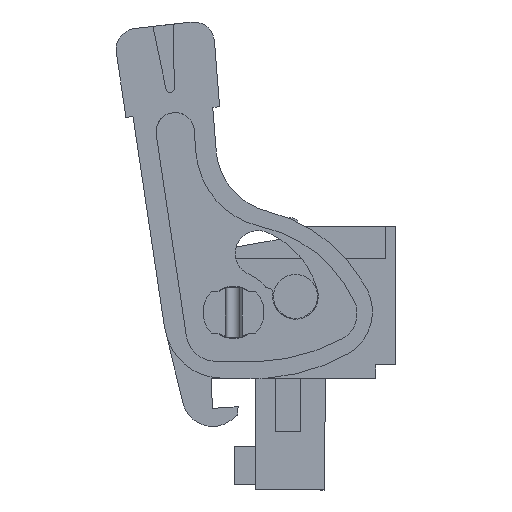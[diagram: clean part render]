
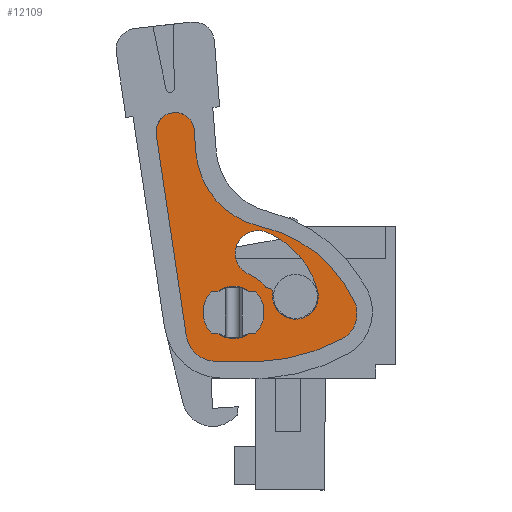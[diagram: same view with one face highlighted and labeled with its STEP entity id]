
A CAD part, left-side view. The second image highlights one B-rep face of the part: STEP entity #12109.
In plain terms, the highlighted planar face has unit normal (-1, 0, 0).
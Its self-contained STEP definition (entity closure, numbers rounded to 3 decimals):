
#10949=AXIS2_PLACEMENT_3D('Plane Axis2P3D',#10946,#10947,#10948) ;
#11481=AXIS2_PLACEMENT_3D('Circle Axis2P3D',#11479,#11480,$) ;
#11620=AXIS2_PLACEMENT_3D('Circle Axis2P3D',#11618,#11619,$) ;
#11645=AXIS2_PLACEMENT_3D('Circle Axis2P3D',#11643,#11644,$) ;
#11670=AXIS2_PLACEMENT_3D('Circle Axis2P3D',#11668,#11669,$) ;
#11695=AXIS2_PLACEMENT_3D('Circle Axis2P3D',#11693,#11694,$) ;
#12027=AXIS2_PLACEMENT_3D('Circle Axis2P3D',#12025,#12026,$) ;
#12036=AXIS2_PLACEMENT_3D('Circle Axis2P3D',#12034,#12035,$) ;
#12043=AXIS2_PLACEMENT_3D('Circle Axis2P3D',#12041,#12042,$) ;
#12050=AXIS2_PLACEMENT_3D('Circle Axis2P3D',#12048,#12049,$) ;
#12057=AXIS2_PLACEMENT_3D('Circle Axis2P3D',#12055,#12056,$) ;
#12064=AXIS2_PLACEMENT_3D('Circle Axis2P3D',#12062,#12063,$) ;
#12071=AXIS2_PLACEMENT_3D('Circle Axis2P3D',#12069,#12070,$) ;
#12078=AXIS2_PLACEMENT_3D('Circle Axis2P3D',#12076,#12077,$) ;
#12093=AXIS2_PLACEMENT_3D('Circle Axis2P3D',#12091,#12092,$) ;
#12102=AXIS2_PLACEMENT_3D('Circle Axis2P3D',#12100,#12101,$) ;
#10946=CARTESIAN_POINT('Axis2P3D Location',(1.1,1.4,0.)) ;
#11479=CARTESIAN_POINT('Axis2P3D Location',(1.1,10.645,9.383)) ;
#11483=CARTESIAN_POINT('Vertex',(1.1,10.665,7.61)) ;
#11485=CARTESIAN_POINT('Vertex',(1.1,12.398,9.121)) ;
#11511=CARTESIAN_POINT('Line Origine',(1.1,13.287,15.072)) ;
#11515=CARTESIAN_POINT('Vertex',(1.1,14.176,21.023)) ;
#11537=CARTESIAN_POINT('Control Point',(1.1,14.176,21.023)) ;
#11538=CARTESIAN_POINT('Control Point',(1.1,14.229,21.374)) ;
#11539=CARTESIAN_POINT('Control Point',(1.1,14.144,21.746)) ;
#11540=CARTESIAN_POINT('Control Point',(1.1,13.907,22.065)) ;
#11541=CARTESIAN_POINT('Control Point',(1.1,13.246,22.446)) ;
#11542=CARTESIAN_POINT('Control Point',(1.1,12.502,22.275)) ;
#11543=CARTESIAN_POINT('Control Point',(1.1,12.183,22.039)) ;
#11544=CARTESIAN_POINT('Control Point',(1.1,11.992,21.709)) ;
#11545=CARTESIAN_POINT('Control Point',(1.1,11.94,21.357)) ;
#11546=CARTESIAN_POINT('Vertex',(1.1,11.94,21.357)) ;
#11568=CARTESIAN_POINT('Control Point',(1.1,11.94,21.357)) ;
#11569=CARTESIAN_POINT('Control Point',(1.1,11.936,21.331)) ;
#11570=CARTESIAN_POINT('Control Point',(1.1,11.933,21.305)) ;
#11571=CARTESIAN_POINT('Control Point',(1.1,11.931,21.279)) ;
#11572=CARTESIAN_POINT('Vertex',(1.1,11.931,21.279)) ;
#11593=CARTESIAN_POINT('Line Origine',(1.1,11.879,20.618)) ;
#11597=CARTESIAN_POINT('Vertex',(1.1,11.827,19.957)) ;
#11618=CARTESIAN_POINT('Axis2P3D Location',(1.1,6.976,20.339)) ;
#11622=CARTESIAN_POINT('Vertex',(1.1,8.015,15.585)) ;
#11643=CARTESIAN_POINT('Axis2P3D Location',(1.1,9.73,7.737)) ;
#11647=CARTESIAN_POINT('Vertex',(1.1,2.462,11.157)) ;
#11668=CARTESIAN_POINT('Axis2P3D Location',(1.1,4.004,10.431)) ;
#11672=CARTESIAN_POINT('Vertex',(1.1,3.202,8.927)) ;
#11693=CARTESIAN_POINT('Axis2P3D Location',(1.1,8.615,19.073)) ;
#11697=CARTESIAN_POINT('Vertex',(1.1,8.181,7.582)) ;
#11718=CARTESIAN_POINT('Line Origine',(1.1,9.423,7.596)) ;
#12025=CARTESIAN_POINT('Axis2P3D Location',(1.1,7.517,12.189)) ;
#12029=CARTESIAN_POINT('Vertex',(1.1,7.517,11.939)) ;
#12031=CARTESIAN_POINT('Vertex',(1.1,7.711,12.031)) ;
#12034=CARTESIAN_POINT('Axis2P3D Location',(1.1,9.6,10.5)) ;
#12038=CARTESIAN_POINT('Vertex',(1.1,8.672,12.747)) ;
#12041=CARTESIAN_POINT('Axis2P3D Location',(1.1,8.156,13.995)) ;
#12045=CARTESIAN_POINT('Vertex',(1.1,7.641,15.242)) ;
#12048=CARTESIAN_POINT('Axis2P3D Location',(1.1,9.6,10.5)) ;
#12052=CARTESIAN_POINT('Vertex',(1.1,4.633,11.789)) ;
#12055=CARTESIAN_POINT('Axis2P3D Location',(1.1,5.94,11.45)) ;
#12059=CARTESIAN_POINT('Vertex',(1.1,7.247,11.111)) ;
#12062=CARTESIAN_POINT('Axis2P3D Location',(1.1,5.94,11.45)) ;
#12066=CARTESIAN_POINT('Vertex',(1.1,7.286,11.555)) ;
#12069=CARTESIAN_POINT('Axis2P3D Location',(1.1,6.887,11.524)) ;
#12073=CARTESIAN_POINT('Vertex',(1.1,7.274,11.625)) ;
#12076=CARTESIAN_POINT('Axis2P3D Location',(1.1,7.516,11.689)) ;
#12091=CARTESIAN_POINT('Axis2P3D Location',(1.1,9.6,10.5)) ;
#12095=CARTESIAN_POINT('Vertex',(1.1,9.6,8.95)) ;
#12097=CARTESIAN_POINT('Vertex',(1.1,9.6,12.05)) ;
#12100=CARTESIAN_POINT('Axis2P3D Location',(1.1,9.6,10.5)) ;
#10947=DIRECTION('Axis2P3D Direction',(1.,0.,0.)) ;
#10948=DIRECTION('Axis2P3D XDirection',(0.,1.,0.)) ;
#11480=DIRECTION('Axis2P3D Direction',(1.,0.,0.)) ;
#11512=DIRECTION('Vector Direction',(0.,0.148,0.989)) ;
#11594=DIRECTION('Vector Direction',(0.,-0.078,-0.997)) ;
#11619=DIRECTION('Axis2P3D Direction',(1.,0.,0.)) ;
#11644=DIRECTION('Axis2P3D Direction',(1.,0.,0.)) ;
#11669=DIRECTION('Axis2P3D Direction',(1.,0.,0.)) ;
#11694=DIRECTION('Axis2P3D Direction',(1.,0.,0.)) ;
#11719=DIRECTION('Vector Direction',(0.,1.,0.011)) ;
#12026=DIRECTION('Axis2P3D Direction',(1.,0.,0.)) ;
#12035=DIRECTION('Axis2P3D Direction',(1.,0.,0.)) ;
#12042=DIRECTION('Axis2P3D Direction',(1.,0.,0.)) ;
#12049=DIRECTION('Axis2P3D Direction',(1.,0.,0.)) ;
#12056=DIRECTION('Axis2P3D Direction',(1.,0.,0.)) ;
#12063=DIRECTION('Axis2P3D Direction',(1.,0.,0.)) ;
#12070=DIRECTION('Axis2P3D Direction',(1.,0.,0.)) ;
#12077=DIRECTION('Axis2P3D Direction',(1.,0.,0.)) ;
#12092=DIRECTION('Axis2P3D Direction',(1.,0.,0.)) ;
#12101=DIRECTION('Axis2P3D Direction',(1.,0.,0.)) ;
#11513=VECTOR('Line Direction',#11512,1.) ;
#11595=VECTOR('Line Direction',#11594,1.) ;
#11720=VECTOR('Line Direction',#11719,1.) ;
#12014=ORIENTED_EDGE('',*,*,#11487,.F.) ;
#12015=ORIENTED_EDGE('',*,*,#11722,.F.) ;
#12016=ORIENTED_EDGE('',*,*,#11699,.F.) ;
#12017=ORIENTED_EDGE('',*,*,#11674,.F.) ;
#12018=ORIENTED_EDGE('',*,*,#11649,.F.) ;
#12019=ORIENTED_EDGE('',*,*,#11624,.F.) ;
#12020=ORIENTED_EDGE('',*,*,#11599,.F.) ;
#12021=ORIENTED_EDGE('',*,*,#11574,.F.) ;
#12022=ORIENTED_EDGE('',*,*,#11548,.F.) ;
#12023=ORIENTED_EDGE('',*,*,#11517,.F.) ;
#12082=ORIENTED_EDGE('',*,*,#12033,.T.) ;
#12083=ORIENTED_EDGE('',*,*,#12040,.F.) ;
#12084=ORIENTED_EDGE('',*,*,#12047,.T.) ;
#12085=ORIENTED_EDGE('',*,*,#12054,.T.) ;
#12086=ORIENTED_EDGE('',*,*,#12061,.T.) ;
#12087=ORIENTED_EDGE('',*,*,#12068,.T.) ;
#12088=ORIENTED_EDGE('',*,*,#12075,.T.) ;
#12089=ORIENTED_EDGE('',*,*,#12080,.F.) ;
#12106=ORIENTED_EDGE('',*,*,#12099,.T.) ;
#12107=ORIENTED_EDGE('',*,*,#12104,.T.) ;
#12090=FACE_BOUND('',#12081,.T.) ;
#12108=FACE_BOUND('',#12105,.T.) ;
#12109=ADVANCED_FACE('lock.1',(#12024,#12090,#12108),#10950,.F.) ;
#11536=B_SPLINE_CURVE_WITH_KNOTS('',5,(#11537,#11538,#11539,#11540,#11541,#11542,#11543,#11544,#11545),.UNSPECIFIED.,.F.,.U.,(6,3,6),(-1.776,0.,1.776),.UNSPECIFIED.) ;
#11567=B_SPLINE_CURVE_WITH_KNOTS('',3,(#11568,#11569,#11570,#11571),.UNSPECIFIED.,.F.,.U.,(4,4),(-0.039,0.039),.UNSPECIFIED.) ;
#11482=CIRCLE('generated circle',#11481,1.773) ;
#11621=CIRCLE('generated circle',#11620,4.866) ;
#11646=CIRCLE('generated circle',#11645,8.033) ;
#11671=CIRCLE('generated circle',#11670,1.705) ;
#11696=CIRCLE('generated circle',#11695,11.5) ;
#12028=CIRCLE('generated circle',#12027,0.25) ;
#12037=CIRCLE('generated circle',#12036,2.431) ;
#12044=CIRCLE('generated circle',#12043,1.35) ;
#12051=CIRCLE('generated circle',#12050,5.131) ;
#12058=CIRCLE('generated circle',#12057,1.35) ;
#12065=CIRCLE('generated circle',#12064,1.35) ;
#12072=CIRCLE('generated circle',#12071,0.4) ;
#12079=CIRCLE('generated circle',#12078,0.25) ;
#12094=CIRCLE('generated circle',#12093,1.55) ;
#12103=CIRCLE('generated circle',#12102,1.55) ;
#11487=EDGE_CURVE('',#11484,#11486,#11482,.T.) ;
#11517=EDGE_CURVE('',#11486,#11516,#11514,.T.) ;
#11548=EDGE_CURVE('',#11516,#11547,#11536,.T.) ;
#11574=EDGE_CURVE('',#11547,#11573,#11567,.T.) ;
#11599=EDGE_CURVE('',#11573,#11598,#11596,.T.) ;
#11624=EDGE_CURVE('',#11598,#11623,#11621,.F.) ;
#11649=EDGE_CURVE('',#11623,#11648,#11646,.T.) ;
#11674=EDGE_CURVE('',#11648,#11673,#11671,.T.) ;
#11699=EDGE_CURVE('',#11673,#11698,#11696,.T.) ;
#11722=EDGE_CURVE('',#11698,#11484,#11721,.T.) ;
#12033=EDGE_CURVE('',#12030,#12032,#12028,.T.) ;
#12040=EDGE_CURVE('',#12039,#12032,#12037,.T.) ;
#12047=EDGE_CURVE('',#12039,#12046,#12044,.T.) ;
#12054=EDGE_CURVE('',#12046,#12053,#12051,.T.) ;
#12061=EDGE_CURVE('',#12053,#12060,#12058,.T.) ;
#12068=EDGE_CURVE('',#12060,#12067,#12065,.T.) ;
#12075=EDGE_CURVE('',#12067,#12074,#12072,.T.) ;
#12080=EDGE_CURVE('',#12030,#12074,#12079,.T.) ;
#12099=EDGE_CURVE('',#12096,#12098,#12094,.T.) ;
#12104=EDGE_CURVE('',#12098,#12096,#12103,.T.) ;
#12013=EDGE_LOOP('',(#12014,#12015,#12016,#12017,#12018,#12019,#12020,#12021,#12022,#12023)) ;
#12081=EDGE_LOOP('',(#12082,#12083,#12084,#12085,#12086,#12087,#12088,#12089)) ;
#12105=EDGE_LOOP('',(#12106,#12107)) ;
#12024=FACE_OUTER_BOUND('',#12013,.T.) ;
#11514=LINE('Line',#11511,#11513) ;
#11596=LINE('Line',#11593,#11595) ;
#11721=LINE('Line',#11718,#11720) ;
#10950=PLANE('',#10949) ;
#11484=VERTEX_POINT('',#11483) ;
#11486=VERTEX_POINT('',#11485) ;
#11516=VERTEX_POINT('',#11515) ;
#11547=VERTEX_POINT('',#11546) ;
#11573=VERTEX_POINT('',#11572) ;
#11598=VERTEX_POINT('',#11597) ;
#11623=VERTEX_POINT('',#11622) ;
#11648=VERTEX_POINT('',#11647) ;
#11673=VERTEX_POINT('',#11672) ;
#11698=VERTEX_POINT('',#11697) ;
#12030=VERTEX_POINT('',#12029) ;
#12032=VERTEX_POINT('',#12031) ;
#12039=VERTEX_POINT('',#12038) ;
#12046=VERTEX_POINT('',#12045) ;
#12053=VERTEX_POINT('',#12052) ;
#12060=VERTEX_POINT('',#12059) ;
#12067=VERTEX_POINT('',#12066) ;
#12074=VERTEX_POINT('',#12073) ;
#12096=VERTEX_POINT('',#12095) ;
#12098=VERTEX_POINT('',#12097) ;
